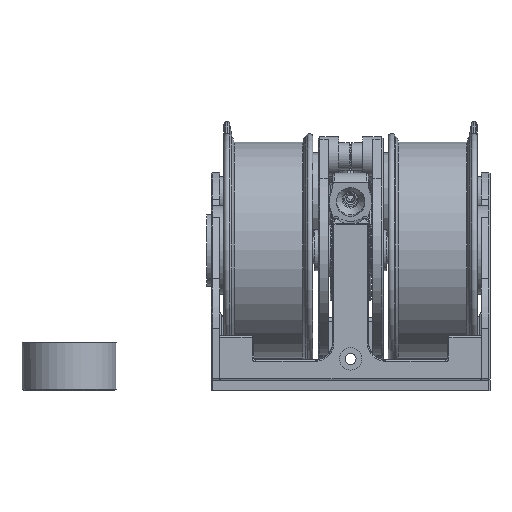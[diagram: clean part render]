
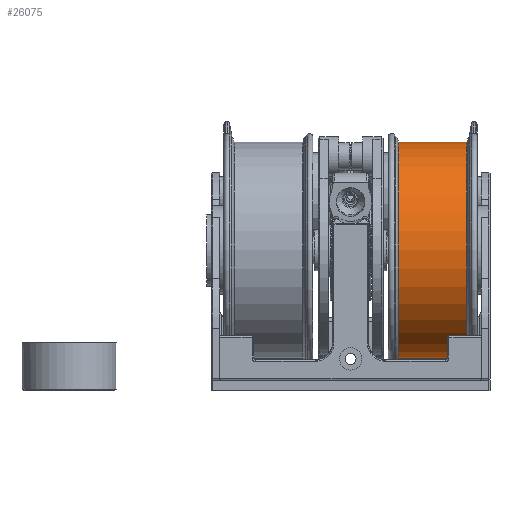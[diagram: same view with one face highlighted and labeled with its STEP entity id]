
A CAD part, front view. The second image highlights one B-rep face of the part: STEP entity #26075.
In plain terms, the highlighted cylindrical face has radius 31.625 mm (diameter 63.25 mm), a full revolution.
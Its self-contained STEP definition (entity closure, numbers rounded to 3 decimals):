
#1942=LINE('',#42719,#3959);
#3959=VECTOR('',#31716,31.625);
#5606=CYLINDRICAL_SURFACE('',#28061,31.625);
#6381=FACE_OUTER_BOUND('',#8025,.T.);
#8025=EDGE_LOOP('',(#18655,#18656,#18657,#18658));
#9629=CIRCLE('',#28059,31.625);
#9631=CIRCLE('',#28062,31.625);
#11161=VERTEX_POINT('',#42713);
#11162=VERTEX_POINT('',#42717);
#13900=EDGE_CURVE('',#11161,#11161,#9629,.T.);
#13902=EDGE_CURVE('',#11162,#11162,#9631,.T.);
#13903=EDGE_CURVE('',#11162,#11161,#1942,.T.);
#18655=ORIENTED_EDGE('',*,*,#13902,.F.);
#18656=ORIENTED_EDGE('',*,*,#13903,.T.);
#18657=ORIENTED_EDGE('',*,*,#13900,.T.);
#18658=ORIENTED_EDGE('',*,*,#13903,.F.);
#26075=ADVANCED_FACE('',(#6381),#5606,.T.);
#28059=AXIS2_PLACEMENT_3D('',#42714,#31708,#31709);
#28061=AXIS2_PLACEMENT_3D('',#42716,#31712,#31713);
#28062=AXIS2_PLACEMENT_3D('',#42718,#31714,#31715);
#31708=DIRECTION('center_axis',(-1.,0.,0.));
#31709=DIRECTION('ref_axis',(0.,0.,1.));
#31712=DIRECTION('center_axis',(-1.,0.,0.));
#31713=DIRECTION('ref_axis',(0.,0.,1.));
#31714=DIRECTION('center_axis',(-1.,0.,0.));
#31715=DIRECTION('ref_axis',(0.,0.,1.));
#31716=DIRECTION('',(1.,0.,0.));
#42713=CARTESIAN_POINT('',(34.023,0.,-31.625));
#42714=CARTESIAN_POINT('Origin',(34.023,0.,0.));
#42716=CARTESIAN_POINT('Origin',(24.,0.,0.));
#42717=CARTESIAN_POINT('',(13.977,0.,-31.625));
#42718=CARTESIAN_POINT('Origin',(13.977,0.,0.));
#42719=CARTESIAN_POINT('',(24.,0.,-31.625));
